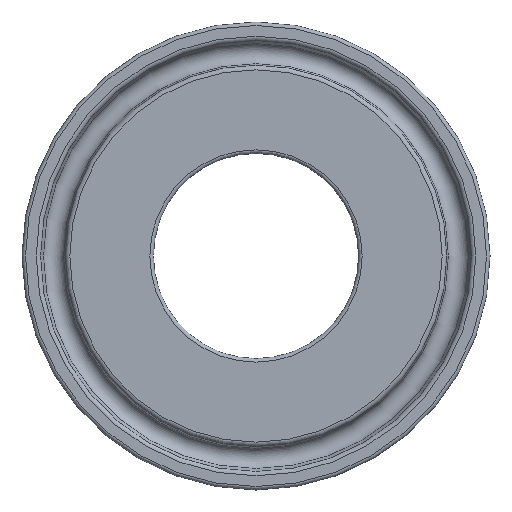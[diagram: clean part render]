
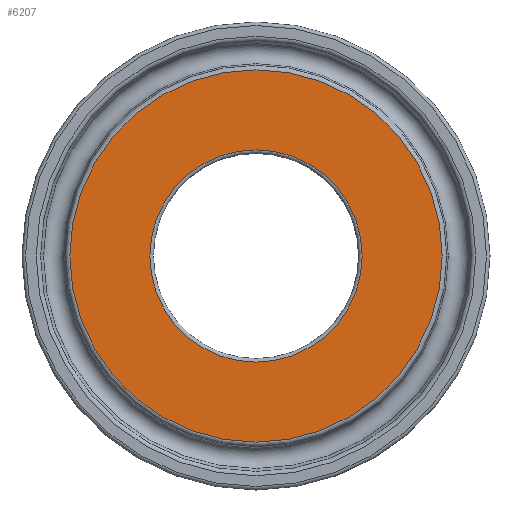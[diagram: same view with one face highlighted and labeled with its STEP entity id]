
A CAD part, left-side view. The second image highlights one B-rep face of the part: STEP entity #6207.
In plain terms, the highlighted planar face has unit normal (-1, 0, 0).
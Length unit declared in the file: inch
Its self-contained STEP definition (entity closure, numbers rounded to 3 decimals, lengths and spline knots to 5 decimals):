
#46=FACE_BOUND('',#1918,.T.);
#380=PLANE('',#6636);
#1548=FACE_OUTER_BOUND('',#1917,.T.);
#1917=EDGE_LOOP('',(#5803));
#1918=EDGE_LOOP('',(#5804));
#2111=CIRCLE('',#6635,0.45);
#2112=CIRCLE('',#6637,0.78916);
#3036=VERTEX_POINT('',#13253);
#3037=VERTEX_POINT('',#13256);
#3962=EDGE_CURVE('',#3036,#3036,#2111,.T.);
#3963=EDGE_CURVE('',#3037,#3037,#2112,.T.);
#5803=ORIENTED_EDGE('',*,*,#3963,.F.);
#5804=ORIENTED_EDGE('',*,*,#3962,.F.);
#6207=ADVANCED_FACE('',(#1548,#46),#380,.T.);
#6635=AXIS2_PLACEMENT_3D('',#13254,#7888,#7889);
#6636=AXIS2_PLACEMENT_3D('',#13255,#7890,#7891);
#6637=AXIS2_PLACEMENT_3D('',#13257,#7892,#7893);
#7888=DIRECTION('center_axis',(-1.,0.,0.));
#7889=DIRECTION('ref_axis',(0.,-1.,0.));
#7890=DIRECTION('center_axis',(-1.,0.,0.));
#7891=DIRECTION('ref_axis',(0.,0.,1.));
#7892=DIRECTION('center_axis',(1.,0.,0.));
#7893=DIRECTION('ref_axis',(0.,-1.,0.));
#13253=CARTESIAN_POINT('',(0.,0.45,0.));
#13254=CARTESIAN_POINT('Origin',(0.,0.,0.));
#13255=CARTESIAN_POINT('Origin',(0.,0.80316,0.));
#13256=CARTESIAN_POINT('',(0.,0.78916,0.));
#13257=CARTESIAN_POINT('Origin',(0.,0.,0.));
